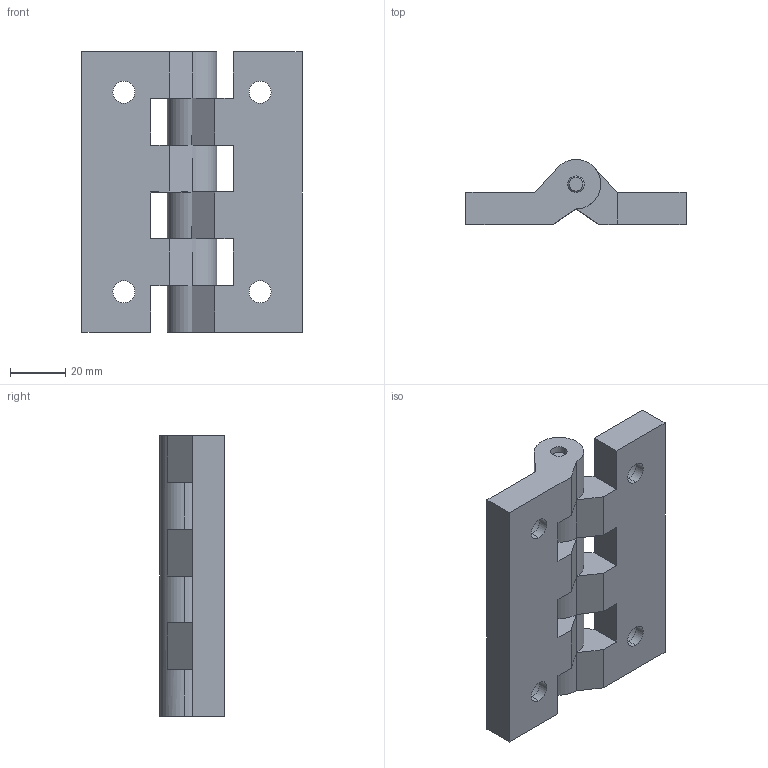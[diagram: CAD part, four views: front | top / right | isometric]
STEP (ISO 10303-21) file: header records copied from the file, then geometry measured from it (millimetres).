
FILE_DESCRIPTION (( 'STEP AP214' ), '1' );
FILE_NAME ('Rexnord-S0260-S0260 -66546.STEP', '2019-02-18T13:04:28', ( '' ), ( '' ), 'SwSTEP 2.0', 'SolidWorks 2019', '' );
FILE_SCHEMA (( 'AUTOMOTIVE_DESIGN' ));
Length unit declared in the file: millimetre
Products named in the file (2): 66546; Rexnord-S0260-S0260 -66546
Assembly tree (1 placements, depth 2):
  Rexnord-S0260-S0260 -66546
    66546
Bounding box: 80 x 23.5 x 102 mm (x, y, z)
Volume: 92950.1 mm3; surface area: 24963.2 mm2
Topology: 1 solids, 1 shells, 75 faces, 198 edges, 123 vertices
Faces by surface type: plane 44, cylinder 27, cone 4
Entity records: 3163 total; most frequent: DIRECTION 426, CARTESIAN_POINT 400, ORIENTED_EDGE 396, EDGE_CURVE 198, AXIS2_PLACEMENT_3D 149, VECTOR 128, LINE 128, VERTEX_POINT 123
